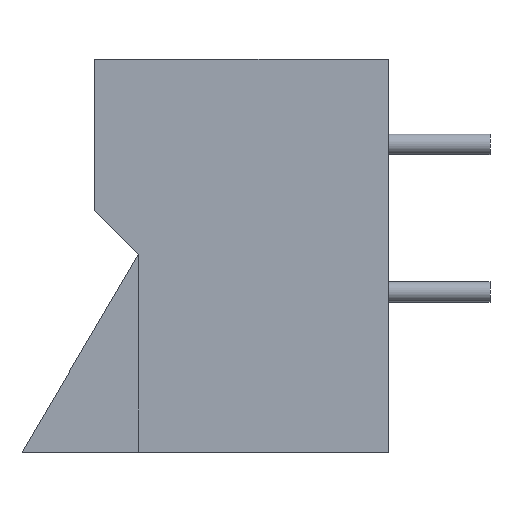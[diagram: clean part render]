
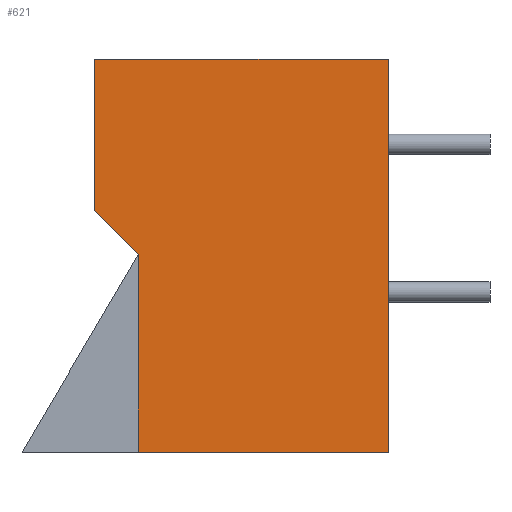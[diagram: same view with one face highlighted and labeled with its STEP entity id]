
A CAD part, top view. The second image highlights one B-rep face of the part: STEP entity #621.
In plain terms, the highlighted planar face has unit normal (0, 0, 1).
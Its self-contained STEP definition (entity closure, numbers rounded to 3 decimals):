
#621=ADVANCED_FACE('',(#974),#976,.T.);
#974=FACE_BOUND('',#975,.T.);
#975=EDGE_LOOP('',(#1182,#1183,#1184,#1185,#1186,#1187));
#976=PLANE('',#977);
#977=AXIS2_PLACEMENT_3D('',#978,#979,#980);
#978=CARTESIAN_POINT('',(0.,0.,0.));
#979=DIRECTION('',(0.,0.,1.));
#980=DIRECTION('',(1.,0.,0.));
#1182=ORIENTED_EDGE('',*,*,#1281,.T.);
#1183=ORIENTED_EDGE('',*,*,#1285,.T.);
#1184=ORIENTED_EDGE('',*,*,#1288,.T.);
#1185=ORIENTED_EDGE('',*,*,#1291,.T.);
#1186=ORIENTED_EDGE('',*,*,#1294,.T.);
#1187=ORIENTED_EDGE('',*,*,#1296,.T.);
#1281=EDGE_CURVE('',#1448,#1446,#1449,.T.);
#1285=EDGE_CURVE('',#1446,#1453,#1455,.T.);
#1288=EDGE_CURVE('',#1453,#1458,#1460,.T.);
#1291=EDGE_CURVE('',#1458,#1463,#1465,.T.);
#1294=EDGE_CURVE('',#1463,#1468,#1470,.T.);
#1296=EDGE_CURVE('',#1468,#1448,#1472,.T.);
#1446=VERTEX_POINT('',#1811);
#1448=VERTEX_POINT('',#1815);
#1449=LINE('',#1816,#1817);
#1453=VERTEX_POINT('',#1826);
#1455=LINE('',#1830,#1831);
#1458=VERTEX_POINT('',#1837);
#1460=LINE('',#1841,#1842);
#1463=VERTEX_POINT('',#1848);
#1465=LINE('',#1852,#1853);
#1468=VERTEX_POINT('',#1859);
#1470=LINE('',#1863,#1864);
#1472=LINE('',#1869,#1870);
#1811=CARTESIAN_POINT('',(10.1,0.,0.));
#1815=CARTESIAN_POINT('',(10.1,-13.513,0.));
#1816=CARTESIAN_POINT('',(10.1,-13.513,0.));
#1817=VECTOR('',#1818,1.);
#1818=DIRECTION('',(0.,1.,0.));
#1826=CARTESIAN_POINT('',(0.,0.,0.));
#1830=CARTESIAN_POINT('',(10.1,0.,0.));
#1831=VECTOR('',#1832,1.);
#1832=DIRECTION('',(-1.,0.,0.));
#1837=CARTESIAN_POINT('',(0.,-5.19,0.));
#1841=CARTESIAN_POINT('',(0.,0.,0.));
#1842=VECTOR('',#1843,1.);
#1843=DIRECTION('',(0.,-1.,0.));
#1848=CARTESIAN_POINT('',(1.5,-6.713,0.));
#1852=CARTESIAN_POINT('',(0.,-5.19,0.));
#1853=VECTOR('',#1854,1.);
#1854=DIRECTION('',(0.702,-0.712,0.));
#1859=CARTESIAN_POINT('',(1.5,-13.513,0.));
#1863=CARTESIAN_POINT('',(1.5,-6.713,0.));
#1864=VECTOR('',#1865,1.);
#1865=DIRECTION('',(0.,-1.,0.));
#1869=CARTESIAN_POINT('',(1.5,-13.513,0.));
#1870=VECTOR('',#1871,1.);
#1871=DIRECTION('',(1.,0.,0.));
